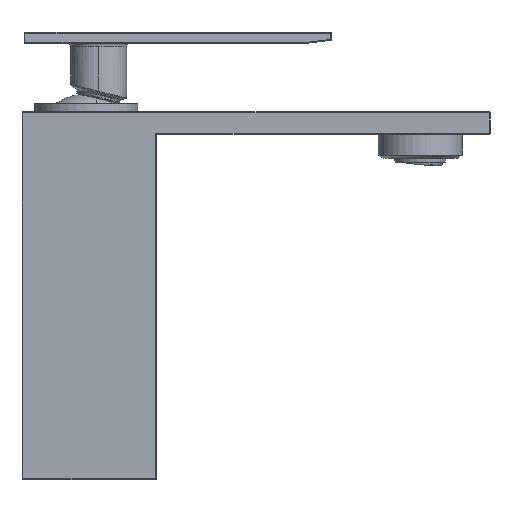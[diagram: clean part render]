
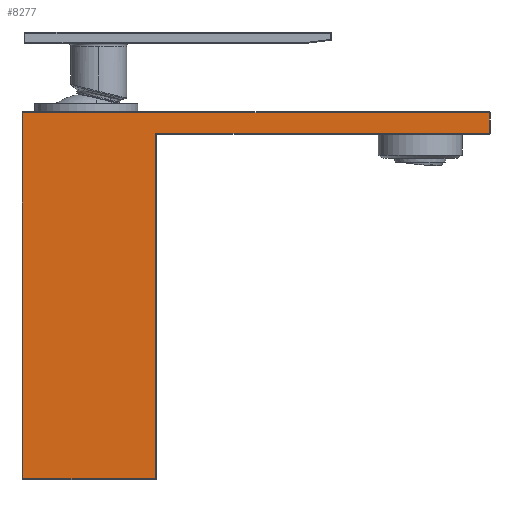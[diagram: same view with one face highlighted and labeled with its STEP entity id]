
A CAD part, front view. The second image highlights one B-rep face of the part: STEP entity #8277.
In plain terms, the highlighted planar face has unit normal (0, -1, 0).
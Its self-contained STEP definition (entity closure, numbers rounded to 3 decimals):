
#3142=VECTOR('',#68689,166.9);
#3170=VECTOR('',#68688,130.96);
#3171=VECTOR('',#68687,47.4);
#3172=VECTOR('',#68686,122.96);
#3173=VECTOR('',#68687,118.9);
#3174=VECTOR('',#68686,7.4);
#5668=LINE('',#53997,#3142);
#5696=LINE('',#53999,#3170);
#5697=LINE('',#54225,#3171);
#5698=LINE('',#54226,#3172);
#5699=LINE('',#54228,#3173);
#5700=LINE('',#54230,#3174);
#8277=ADVANCED_FACE('extract',(#10168),#48726,.T.);
#10168=FACE_OUTER_BOUND('',#30281,.T.);
#13511=ORIENTED_EDGE('',*,*,#22490,.T.);
#13512=ORIENTED_EDGE('',*,*,#22491,.T.);
#13513=ORIENTED_EDGE('',*,*,#22492,.T.);
#13514=ORIENTED_EDGE('',*,*,#22493,.F.);
#13515=ORIENTED_EDGE('',*,*,#22494,.T.);
#13516=ORIENTED_EDGE('',*,*,#22495,.T.);
#13517=ORIENTED_EDGE('',*,*,#22437,.T.);
#22437=EDGE_CURVE('4187',#27517,#27518,#5668,.T.);
#22490=EDGE_CURVE('4220',#27518,#27550,#5696,.T.);
#22491=EDGE_CURVE('4221',#27550,#27551,#5697,.T.);
#22492=EDGE_CURVE('4222',#27551,#27552,#5698,.T.);
#22493=EDGE_CURVE('4223',#27553,#27552,#26695,.T.);
#22494=EDGE_CURVE('4224',#27553,#27554,#5699,.T.);
#22495=EDGE_CURVE('4225',#27554,#27517,#5700,.T.);
#26695=CIRCLE('',#66953,0.6);
#27517=VERTEX_POINT('2580',#53997);
#27518=VERTEX_POINT('2581',#53999);
#27550=VERTEX_POINT('2601',#54225);
#27551=VERTEX_POINT('2602',#54226);
#27552=VERTEX_POINT('2603',#54227);
#27553=VERTEX_POINT('2604',#54228);
#27554=VERTEX_POINT('2605',#54230);
#30281=EDGE_LOOP('',(#13511,#13512,#13513,#13514,#13515,#13516,#13517));
#48726=PLANE('',#66952);
#53997=CARTESIAN_POINT('',(143.2,-23.,131.26));
#53999=CARTESIAN_POINT('',(-23.7,-23.,131.26));
#54224=CARTESIAN_POINT('',(143.2,-23.,0.3));
#54225=CARTESIAN_POINT('',(-23.7,-23.,0.3));
#54226=CARTESIAN_POINT('',(23.7,-23.,0.3));
#54227=CARTESIAN_POINT('',(23.7,-23.,123.26));
#54228=CARTESIAN_POINT('',(24.3,-23.,123.86));
#54229=CARTESIAN_POINT('',(24.3,-23.,123.26));
#54230=CARTESIAN_POINT('',(143.2,-23.,123.86));
#66952=AXIS2_PLACEMENT_3D('',#54224,#68693,#68686);
#66953=AXIS2_PLACEMENT_3D('',#54229,#68693,#68686);
#68686=DIRECTION('',(0.,0.,1.));
#68687=DIRECTION('',(1.,0.,0.));
#68688=DIRECTION('',(0.,0.,-1.));
#68689=DIRECTION('',(-1.,0.,0.));
#68693=DIRECTION('',(0.,-1.,0.));
